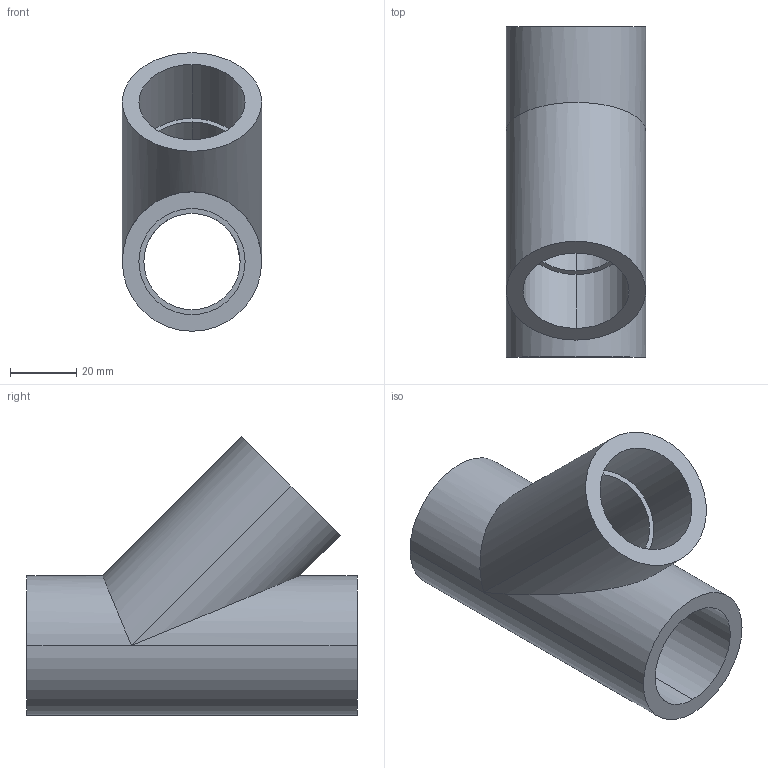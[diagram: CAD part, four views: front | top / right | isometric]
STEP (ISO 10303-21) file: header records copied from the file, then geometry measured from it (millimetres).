
FILE_DESCRIPTION(('STEP AP214'),'1');
FILE_NAME('cctmp_19FFB371-302C-4037-8CFD-CBF94AD13803_2022_03_09_13_52_41_0166..stp','2022-03-09T12:52:41',('Praher Valves GmbH'),('CADClick - www.CADClick.com'),'Spatial InterOp 3D',' ','unknown authorization');
FILE_SCHEMA(('AUTOMOTIVE_DESIGN'));
Length unit declared in the file: millimetre
Products named in the file (1): 2022_03_09_13_52_41_0166
Bounding box: 42 x 99.5 x 83.93 mm (x, y, z)
Volume: 88079 mm3; surface area: 32818.4 mm2
Topology: 1 solids, 1 shells, 21 faces, 47 edges, 30 vertices
Faces by surface type: cylinder 15, plane 6
Entity records: 799 total; most frequent: DIRECTION 121, CARTESIAN_POINT 99, ORIENTED_EDGE 94, AXIS2_PLACEMENT_3D 52, EDGE_CURVE 47, VERTEX_POINT 30, EDGE_LOOP 27, CIRCLE 24
